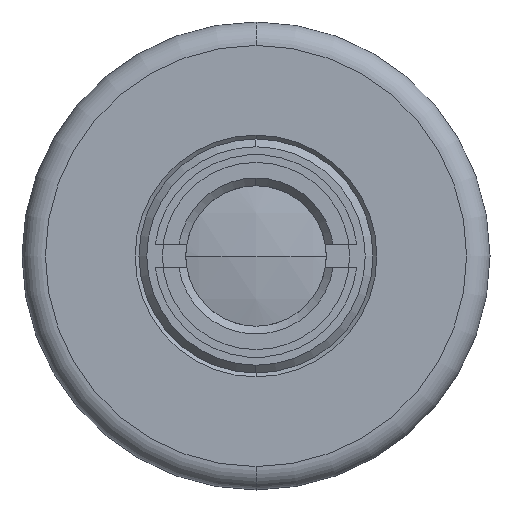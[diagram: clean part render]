
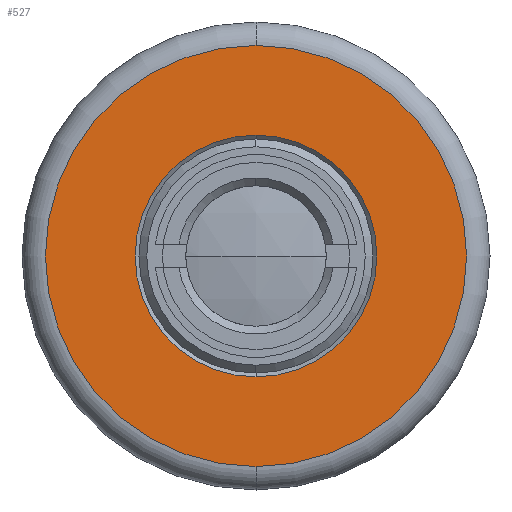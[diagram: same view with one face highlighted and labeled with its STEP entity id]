
A CAD part, left-side view. The second image highlights one B-rep face of the part: STEP entity #527.
In plain terms, the highlighted planar face has unit normal (-1, 0, 0).
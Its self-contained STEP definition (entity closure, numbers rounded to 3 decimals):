
#22 = ORIENTED_EDGE ( 'NONE', *, *, #40, .T. ) ;
#40 = EDGE_CURVE ( 'NONE', #1190, #1082, #718, .T. ) ;
#50 = PLANE ( 'NONE',  #1480 ) ;
#86 = DIRECTION ( 'NONE',  ( -1., 0., 0. ) ) ;
#90 = CIRCLE ( 'NONE', #344, 13.5 ) ;
#208 = DIRECTION ( 'NONE',  ( 0., 0., -1. ) ) ;
#344 = AXIS2_PLACEMENT_3D ( 'NONE', #1281, #1025, #1497 ) ;
#391 = ORIENTED_EDGE ( 'NONE', *, *, #789, .T. ) ;
#403 = DIRECTION ( 'NONE',  ( 0., 0., -1. ) ) ;
#426 = CARTESIAN_POINT ( 'NONE',  ( 26.169, 0., -7.75 ) ) ;
#510 = CARTESIAN_POINT ( 'NONE',  ( 26.169, 0., 0. ) ) ;
#514 = FACE_OUTER_BOUND ( 'NONE', #583, .T. ) ;
#525 = DIRECTION ( 'NONE',  ( 1., 0., 0. ) ) ;
#527 = ADVANCED_FACE ( 'NONE', ( #514, #781 ), #50, .F. ) ;
#533 = AXIS2_PLACEMENT_3D ( 'NONE', #1396, #86, #824 ) ;
#583 = EDGE_LOOP ( 'NONE', ( #391, #1003 ) ) ;
#616 = AXIS2_PLACEMENT_3D ( 'NONE', #510, #909, #403 ) ;
#670 = VERTEX_POINT ( 'NONE', #689 ) ;
#689 = CARTESIAN_POINT ( 'NONE',  ( 26.169, 0., -13.5 ) ) ;
#700 = CIRCLE ( 'NONE', #616, 7.75 ) ;
#718 = CIRCLE ( 'NONE', #739, 7.75 ) ;
#739 = AXIS2_PLACEMENT_3D ( 'NONE', #1014, #1248, #208 ) ;
#772 = DIRECTION ( 'NONE',  ( 0., 0., -1. ) ) ;
#781 = FACE_BOUND ( 'NONE', #1375, .T. ) ;
#787 = EDGE_CURVE ( 'NONE', #827, #670, #90, .T. ) ;
#789 = EDGE_CURVE ( 'NONE', #670, #827, #1159, .T. ) ;
#824 = DIRECTION ( 'NONE',  ( 0., 0., -1. ) ) ;
#827 = VERTEX_POINT ( 'NONE', #1127 ) ;
#894 = ORIENTED_EDGE ( 'NONE', *, *, #1064, .T. ) ;
#909 = DIRECTION ( 'NONE',  ( 1., 0., 0. ) ) ;
#1003 = ORIENTED_EDGE ( 'NONE', *, *, #787, .T. ) ;
#1014 = CARTESIAN_POINT ( 'NONE',  ( 26.169, 0., 0. ) ) ;
#1025 = DIRECTION ( 'NONE',  ( -1., 0., 0. ) ) ;
#1064 = EDGE_CURVE ( 'NONE', #1082, #1190, #700, .T. ) ;
#1082 = VERTEX_POINT ( 'NONE', #426 ) ;
#1127 = CARTESIAN_POINT ( 'NONE',  ( 26.169, 0., 13.5 ) ) ;
#1159 = CIRCLE ( 'NONE', #533, 13.5 ) ;
#1176 = CARTESIAN_POINT ( 'NONE',  ( 26.169, 0., 7.75 ) ) ;
#1190 = VERTEX_POINT ( 'NONE', #1176 ) ;
#1220 = CARTESIAN_POINT ( 'NONE',  ( 26.169, 7.25, 0. ) ) ;
#1248 = DIRECTION ( 'NONE',  ( 1., 0., 0. ) ) ;
#1281 = CARTESIAN_POINT ( 'NONE',  ( 26.169, 0., 0. ) ) ;
#1375 = EDGE_LOOP ( 'NONE', ( #22, #894 ) ) ;
#1396 = CARTESIAN_POINT ( 'NONE',  ( 26.169, 0., 0. ) ) ;
#1480 = AXIS2_PLACEMENT_3D ( 'NONE', #1220, #525, #772 ) ;
#1497 = DIRECTION ( 'NONE',  ( 0., 0., -1. ) ) ;
